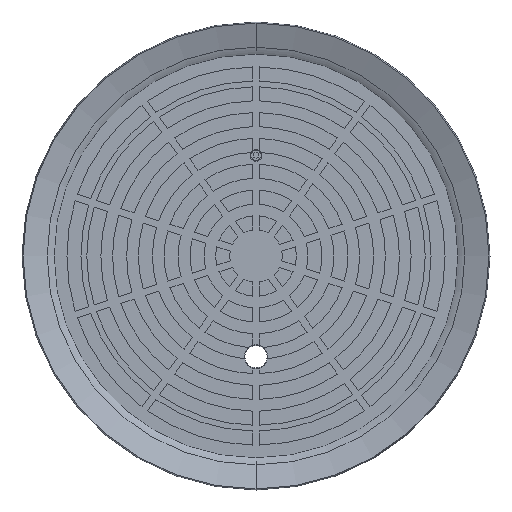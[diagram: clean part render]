
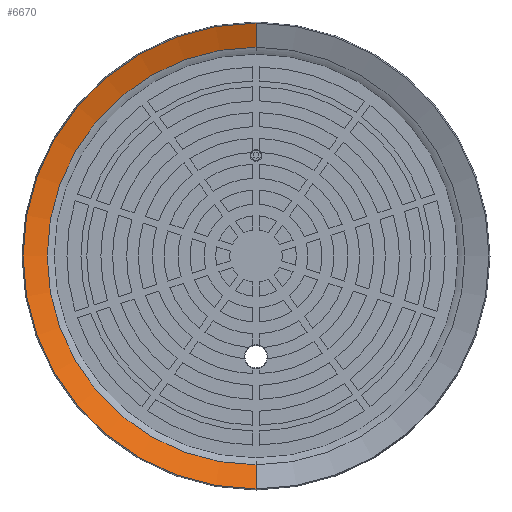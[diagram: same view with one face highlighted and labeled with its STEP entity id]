
A CAD part, front view. The second image highlights one B-rep face of the part: STEP entity #6670.
In plain terms, the highlighted conical face has half-angle 70.241 degrees and reference radius 199.1 mm.
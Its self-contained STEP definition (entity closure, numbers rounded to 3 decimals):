
#333 = ORIENTED_EDGE ( 'NONE', *, *, #11444, .T. ) ;
#425 = CARTESIAN_POINT ( 'NONE',  ( 0., -12.2, 199.1 ) ) ;
#604 = DIRECTION ( 'NONE',  ( 0., -1., 0. ) ) ;
#1122 = VECTOR ( 'NONE', #14485, 1000. ) ;
#1181 = EDGE_LOOP ( 'NONE', ( #6274, #333, #4862, #15006 ) ) ;
#1552 = CARTESIAN_POINT ( 'NONE',  ( 0., -12.2, 199.1 ) ) ;
#1795 = DIRECTION ( 'NONE',  ( 0., 0., 1. ) ) ;
#1975 = AXIS2_PLACEMENT_3D ( 'NONE', #3891, #3222, #11446 ) ;
#2913 = AXIS2_PLACEMENT_3D ( 'NONE', #15062, #12879, #1795 ) ;
#3222 = DIRECTION ( 'NONE',  ( 0., 1., 0. ) ) ;
#3891 = CARTESIAN_POINT ( 'NONE',  ( 0., -4.8, 0. ) ) ;
#4075 = FACE_OUTER_BOUND ( 'NONE', #1181, .T. ) ;
#4203 = CIRCLE ( 'NONE', #2913, 199.1 ) ;
#4844 = VERTEX_POINT ( 'NONE', #13582 ) ;
#4862 = ORIENTED_EDGE ( 'NONE', *, *, #11517, .F. ) ;
#5739 = VERTEX_POINT ( 'NONE', #425 ) ;
#6274 = ORIENTED_EDGE ( 'NONE', *, *, #13528, .T. ) ;
#6670 = ADVANCED_FACE ( 'NONE', ( #4075 ), #14998, .F. ) ;
#6861 = CIRCLE ( 'NONE', #1975, 178.5 ) ;
#6959 = DIRECTION ( 'NONE',  ( 0., 0., -1. ) ) ;
#7286 = EDGE_CURVE ( 'NONE', #4844, #13087, #10798, .T. ) ;
#8091 = AXIS2_PLACEMENT_3D ( 'NONE', #8993, #604, #6959 ) ;
#8993 = CARTESIAN_POINT ( 'NONE',  ( 0., -12.2, 0. ) ) ;
#9328 = CARTESIAN_POINT ( 'NONE',  ( 0., -4.8, 178.5 ) ) ;
#9783 = CARTESIAN_POINT ( 'NONE',  ( 0., -12.2, -199.1 ) ) ;
#10798 = LINE ( 'NONE', #13361, #1122 ) ;
#11444 = EDGE_CURVE ( 'NONE', #15166, #5739, #12265, .T. ) ;
#11446 = DIRECTION ( 'NONE',  ( 0., 0., 1. ) ) ;
#11517 = EDGE_CURVE ( 'NONE', #13087, #5739, #4203, .T. ) ;
#12265 = LINE ( 'NONE', #1552, #12707 ) ;
#12500 = DIRECTION ( 'NONE',  ( 0., -0.338, 0.941 ) ) ;
#12707 = VECTOR ( 'NONE', #12500, 1000. ) ;
#12879 = DIRECTION ( 'NONE',  ( 0., 1., 0. ) ) ;
#13087 = VERTEX_POINT ( 'NONE', #9783 ) ;
#13361 = CARTESIAN_POINT ( 'NONE',  ( 0., -12.2, -199.1 ) ) ;
#13528 = EDGE_CURVE ( 'NONE', #4844, #15166, #6861, .T. ) ;
#13582 = CARTESIAN_POINT ( 'NONE',  ( 0., -4.8, -178.5 ) ) ;
#14485 = DIRECTION ( 'NONE',  ( 0., -0.338, -0.941 ) ) ;
#14998 = CONICAL_SURFACE ( 'NONE', #8091, 199.1, 1.226 ) ;
#15006 = ORIENTED_EDGE ( 'NONE', *, *, #7286, .F. ) ;
#15062 = CARTESIAN_POINT ( 'NONE',  ( 0., -12.2, 0. ) ) ;
#15166 = VERTEX_POINT ( 'NONE', #9328 ) ;
